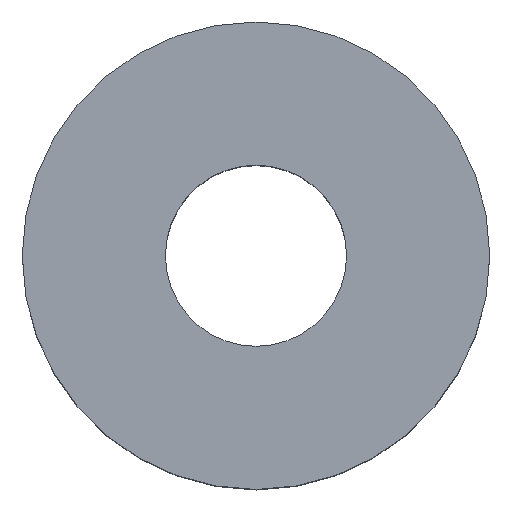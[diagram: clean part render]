
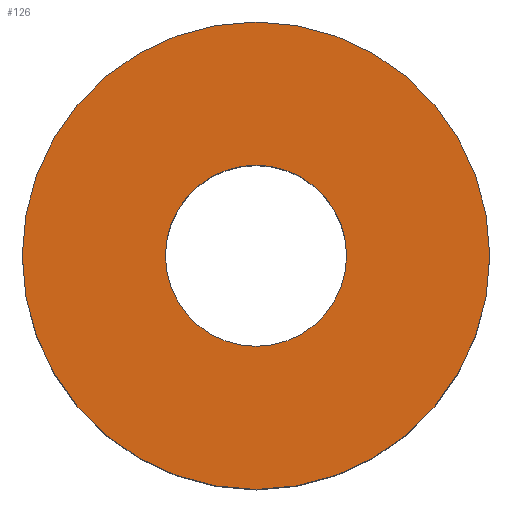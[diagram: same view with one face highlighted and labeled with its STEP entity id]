
A CAD part, top view. The second image highlights one B-rep face of the part: STEP entity #126.
In plain terms, the highlighted planar face has unit normal (0, 0, 1).
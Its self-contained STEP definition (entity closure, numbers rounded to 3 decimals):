
#31=FACE_BOUND('',#54,.T.);
#41=FACE_OUTER_BOUND('',#53,.T.);
#53=EDGE_LOOP('',(#103));
#54=EDGE_LOOP('',(#104));
#71=CIRCLE('',#147,8.);
#72=CIRCLE('',#149,3.1);
#81=VERTEX_POINT('',#212);
#82=VERTEX_POINT('',#215);
#91=EDGE_CURVE('',#81,#81,#71,.T.);
#92=EDGE_CURVE('',#82,#82,#72,.T.);
#103=ORIENTED_EDGE('',*,*,#91,.T.);
#104=ORIENTED_EDGE('',*,*,#92,.T.);
#120=PLANE('',#148);
#126=ADVANCED_FACE('',(#41,#31),#120,.T.);
#147=AXIS2_PLACEMENT_3D('',#213,#173,#174);
#148=AXIS2_PLACEMENT_3D('',#214,#175,#176);
#149=AXIS2_PLACEMENT_3D('',#216,#177,#178);
#173=DIRECTION('center_axis',(0.,0.,1.));
#174=DIRECTION('ref_axis',(-1.,0.,0.));
#175=DIRECTION('center_axis',(0.,0.,1.));
#176=DIRECTION('ref_axis',(1.,0.,0.));
#177=DIRECTION('center_axis',(0.,0.,-1.));
#178=DIRECTION('ref_axis',(-1.,0.,0.));
#212=CARTESIAN_POINT('',(8.,0.,10.201));
#213=CARTESIAN_POINT('Origin',(0.,0.,10.201));
#214=CARTESIAN_POINT('Origin',(0.,0.,
10.201));
#215=CARTESIAN_POINT('',(3.1,0.,10.201));
#216=CARTESIAN_POINT('Origin',(0.,0.,10.201));
